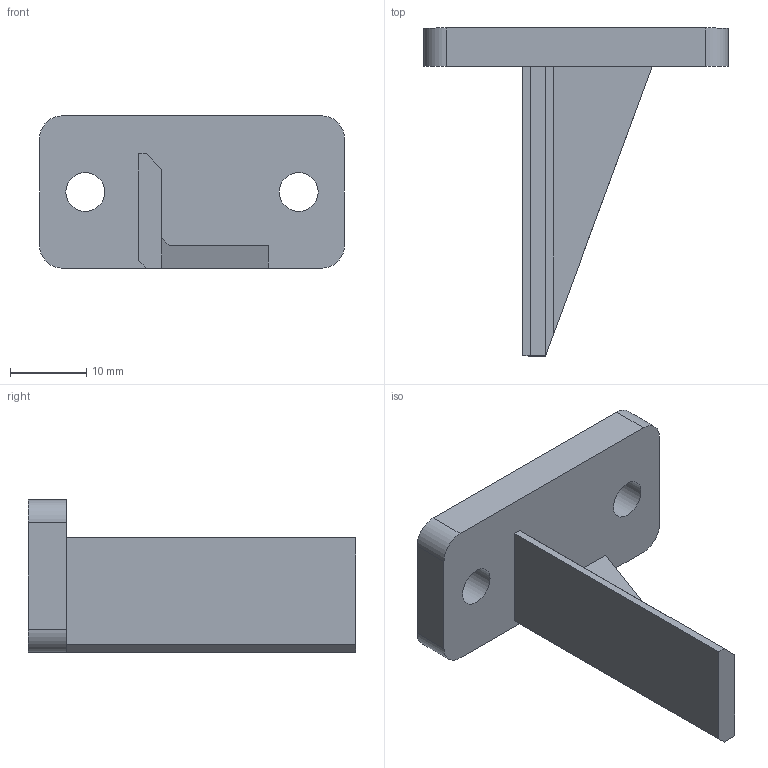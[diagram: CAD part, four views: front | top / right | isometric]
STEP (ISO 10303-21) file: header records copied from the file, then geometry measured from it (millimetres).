
FILE_DESCRIPTION(/* description */ (''),/* implementation_level */ '2;1');
FILE_NAME(/* name */ 'belt_tension_marker v3.step',/* time_stamp */ '2020-09-24T11:07:25-07:00',/* author */ (''),/* organization */ (''),/* preprocessor_version */ 'ST-DEVELOPER v18.1',/* originating_system */ 'Autodesk Translation Framework v9.3.0.1241',/* authorisation */ '');
FILE_SCHEMA (('AUTOMOTIVE_DESIGN { 1 0 10303 214 3 1 1 }'));
Length unit declared in the file: millimetre
Products named in the file (1): belt_tension_marker
Bounding box: 40 x 43 x 20 mm (x, y, z)
Volume: 6188.6 mm3; surface area: 4014.1 mm2
Topology: 1 solids, 1 shells, 21 faces, 56 edges, 37 vertices
Faces by surface type: plane 15, cylinder 6
Full cylindrical faces by diameter (mm): 5.1 x2
Entity records: 702 total; most frequent: CARTESIAN_POINT 115, ORIENTED_EDGE 112, DIRECTION 112, EDGE_CURVE 56, LINE 44, VECTOR 44, VERTEX_POINT 37, AXIS2_PLACEMENT_3D 34
